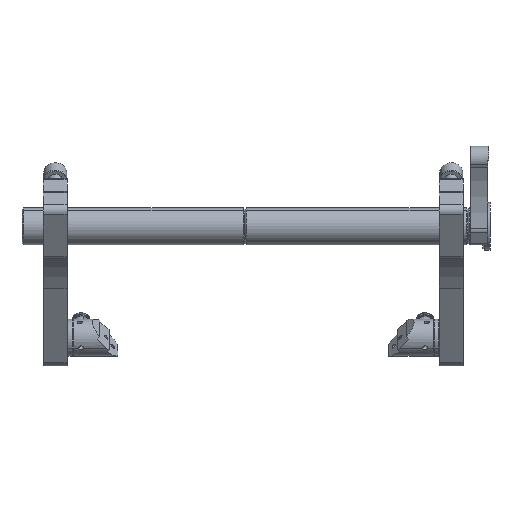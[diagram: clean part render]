
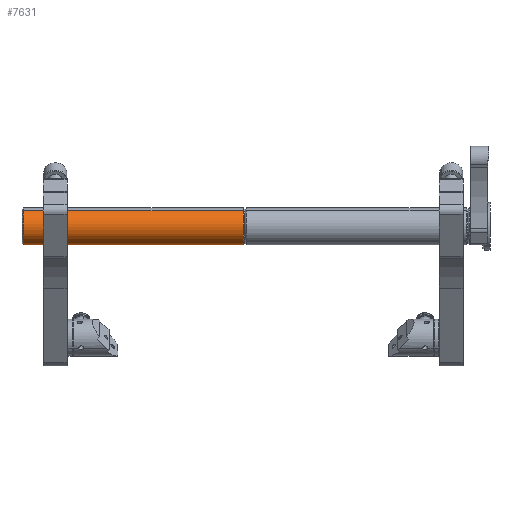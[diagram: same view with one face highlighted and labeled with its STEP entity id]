
A CAD part, left-side view. The second image highlights one B-rep face of the part: STEP entity #7631.
In plain terms, the highlighted cylindrical face has radius 12.5 mm (diameter 25 mm), a partial arc.
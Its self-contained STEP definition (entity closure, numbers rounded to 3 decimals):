
#46 = AXIS2_PLACEMENT_3D ( 'NONE', #16245, #10691, #1268 ) ;
#141 = CARTESIAN_POINT ( 'NONE',  ( -8.649, 151.314, 42.465 ) ) ;
#1268 = DIRECTION ( 'NONE',  ( 0.547, 0., -0.837 ) ) ;
#1364 = EDGE_LOOP ( 'NONE', ( #8207, #4858, #17315, #10135 ) ) ;
#1477 = EDGE_CURVE ( 'NONE', #4161, #8051, #13814, .T. ) ;
#2672 = DIRECTION ( 'NONE',  ( 0.547, 0., -0.837 ) ) ;
#3107 = CARTESIAN_POINT ( 'NONE',  ( 5.025, 151.314, 21.535 ) ) ;
#4161 = VERTEX_POINT ( 'NONE', #141 ) ;
#4228 = DIRECTION ( 'NONE',  ( 0., -1., 0. ) ) ;
#4858 = ORIENTED_EDGE ( 'NONE', *, *, #16669, .T. ) ;
#5558 = DIRECTION ( 'NONE',  ( 0., -1., 0. ) ) ;
#6308 = VERTEX_POINT ( 'NONE', #13410 ) ;
#7401 = CARTESIAN_POINT ( 'NONE',  ( 5.025, 299.314, 21.535 ) ) ;
#7631 = ADVANCED_FACE ( 'NONE', ( #12732 ), #13361, .T. ) ;
#8051 = VERTEX_POINT ( 'NONE', #3107 ) ;
#8207 = ORIENTED_EDGE ( 'NONE', *, *, #10885, .F. ) ;
#9403 = CARTESIAN_POINT ( 'NONE',  ( -1.812, 151.314, 32. ) ) ;
#9708 = VECTOR ( 'NONE', #5558, 1000. ) ;
#10135 = ORIENTED_EDGE ( 'NONE', *, *, #1477, .F. ) ;
#10298 = EDGE_CURVE ( 'NONE', #11549, #8051, #10305, .T. ) ;
#10305 = LINE ( 'NONE', #14854, #9708 ) ;
#10356 = DIRECTION ( 'NONE',  ( 0., -1., 0. ) ) ;
#10691 = DIRECTION ( 'NONE',  ( 0., -1., 0. ) ) ;
#10727 = DIRECTION ( 'NONE',  ( 0., -1., 0. ) ) ;
#10885 = EDGE_CURVE ( 'NONE', #6308, #4161, #15162, .T. ) ;
#11549 = VERTEX_POINT ( 'NONE', #7401 ) ;
#11755 = DIRECTION ( 'NONE',  ( 0.547, 0., -0.837 ) ) ;
#12732 = FACE_OUTER_BOUND ( 'NONE', #1364, .T. ) ;
#13009 = CARTESIAN_POINT ( 'NONE',  ( -1.812, 142.849, 32. ) ) ;
#13361 = CYLINDRICAL_SURFACE ( 'NONE', #16486, 12.5 ) ;
#13410 = CARTESIAN_POINT ( 'NONE',  ( -8.649, 299.314, 42.465 ) ) ;
#13417 = CARTESIAN_POINT ( 'NONE',  ( -8.649, 142.849, 42.465 ) ) ;
#13814 = CIRCLE ( 'NONE', #16205, 12.5 ) ;
#14854 = CARTESIAN_POINT ( 'NONE',  ( 5.025, 142.849, 21.535 ) ) ;
#15162 = LINE ( 'NONE', #13417, #17262 ) ;
#16205 = AXIS2_PLACEMENT_3D ( 'NONE', #9403, #10727, #2672 ) ;
#16245 = CARTESIAN_POINT ( 'NONE',  ( -1.812, 299.314, 32. ) ) ;
#16442 = CIRCLE ( 'NONE', #46, 12.5 ) ;
#16486 = AXIS2_PLACEMENT_3D ( 'NONE', #13009, #10356, #11755 ) ;
#16669 = EDGE_CURVE ( 'NONE', #6308, #11549, #16442, .T. ) ;
#17262 = VECTOR ( 'NONE', #4228, 1000. ) ;
#17315 = ORIENTED_EDGE ( 'NONE', *, *, #10298, .T. ) ;
